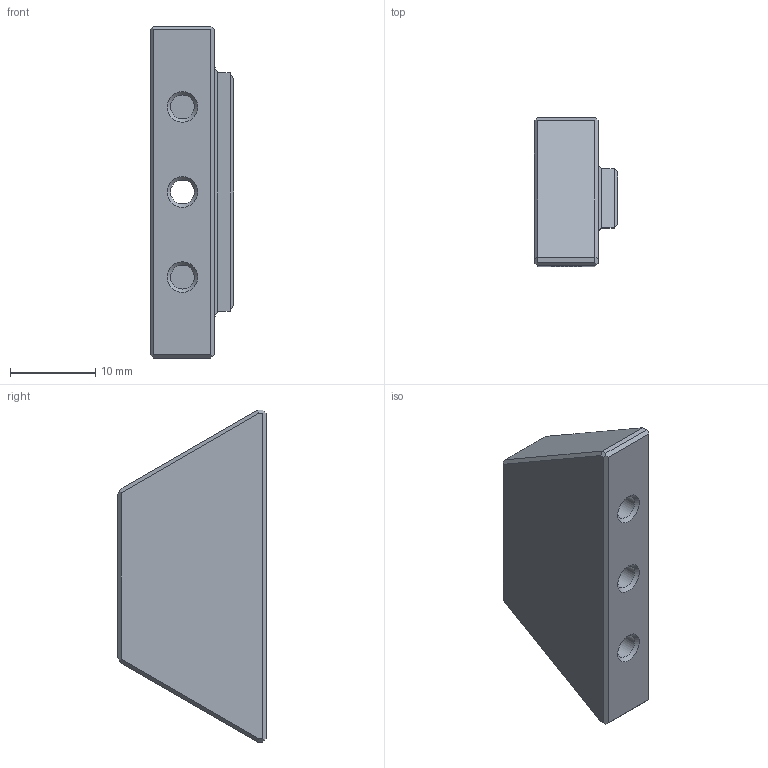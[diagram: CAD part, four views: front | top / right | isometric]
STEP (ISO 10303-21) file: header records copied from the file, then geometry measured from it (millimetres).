
FILE_DESCRIPTION(/* description */ ('','CAx-IF Rec.Pracs.---Representation and Presentation of Product Manufacturing Information (PMI)---4.0---2014-10-13'),/* implementation_level */ '2;1');
FILE_NAME(/* name */ '',/* time_stamp */ '2025-03-18T19:02:36+03:00',/* author */ (''),/* organization */ (''),/* preprocessor_version */ 'ST-DEVELOPER v20',/* originating_system */ 'Autodesk Translation Framework v13.20.0.188',/* authorisation */ '');
FILE_SCHEMA (('AP242_MANAGED_MODEL_BASED_3D_ENGINEERING_MIM_LF { 1 0 10303 442 1 1 4 }'));
Length unit declared in the file: millimetre
Products named in the file (1): Корпус задвижки
Bounding box: 9.75 x 17.45 x 39 mm (x, y, z)
Volume: 3979.4 mm3; surface area: 2230 mm2
Topology: 1 solids, 1 shells, 74 faces, 175 edges, 108 vertices
Faces by surface type: plane 67, cone 4, cylinder 3
Full cylindrical faces by diameter (mm): 2.8 x3
Entity records: 2100 total; most frequent: CARTESIAN_POINT 362, ORIENTED_EDGE 350, DIRECTION 337, EDGE_CURVE 175, LINE 159, VECTOR 159, VERTEX_POINT 108, AXIS2_PLACEMENT_3D 89
